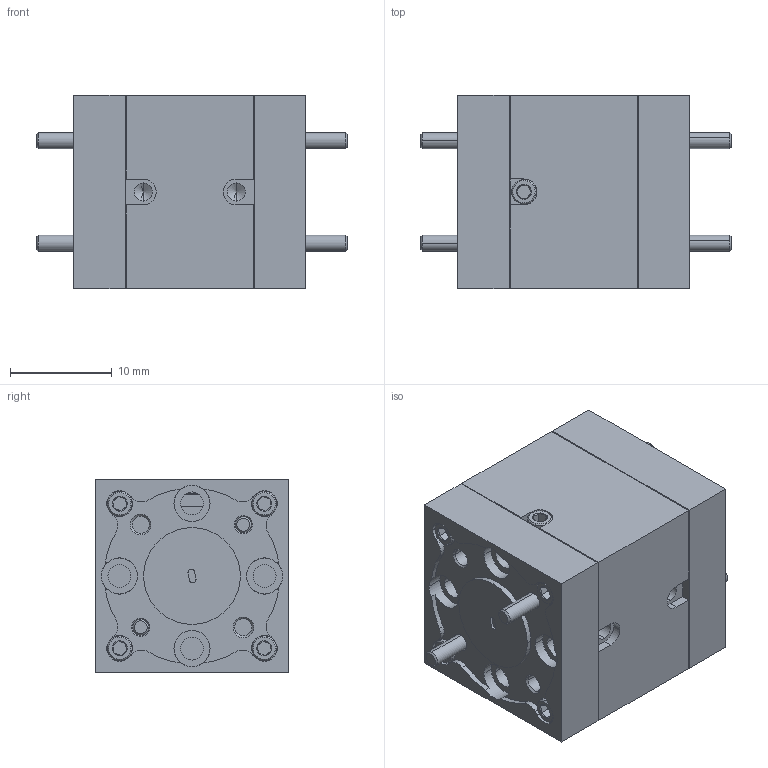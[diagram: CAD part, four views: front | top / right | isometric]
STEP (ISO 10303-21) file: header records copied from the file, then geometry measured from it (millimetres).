
FILE_DESCRIPTION (( 'STEP AP203' ), '1' );
FILE_NAME ('STF-05-S1, DF.STEP', '2019-11-01T18:13:48', ( '' ), ( '' ), 'SwSTEP 2.0', 'SolidWorks 2016', '' );
FILE_SCHEMA (( 'CONFIG_CONTROL_DESIGN' ));
Products named in the file (1): STF-05-S1, DF
Bounding box: 30.54 x 19.05 x 19.05 mm (x, y, z)
Volume: 5566.7 mm3; surface area: 7666.4 mm2
Topology: 9 solids, 9 shells, 1347 faces, 3700 edges, 2386 vertices
Faces by surface type: cylinder 927, plane 229, cone 173, bspline 18
Entity records: 58929 total; most frequent: CARTESIAN_POINT 28359, ORIENTED_EDGE 7352, DIRECTION 5618, EDGE_CURVE 3676, VERTEX_POINT 2386, AXIS2_PLACEMENT_3D 2081, LINE 1456, VECTOR 1456
